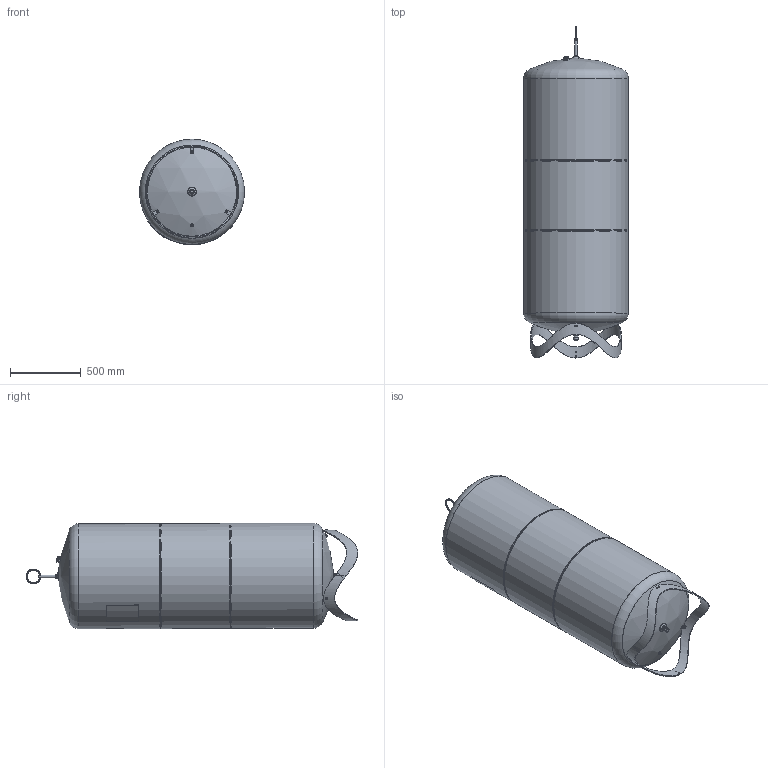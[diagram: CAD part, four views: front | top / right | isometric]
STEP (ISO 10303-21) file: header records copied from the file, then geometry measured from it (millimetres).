
FILE_DESCRIPTION((''),'2;1');
FILE_NAME('7101016_3D_1002_00_DE_FR_IT_EN_NL_UPD.stp','2015-01-08T10:06:54',('SCG'),(''),'Autodesk Inventor 2013','Autodesk Inventor 2013','');
FILE_SCHEMA(('AUTOMOTIVE_DESIGN { 1 0 10303 214 1 1 1 1 }'));
Length unit declared in the file: millimetre
Products named in the file (1): 119440
Bounding box: 740 x 2340.35 x 744.19 mm (x, y, z)
Volume: 48013226.2 mm3; surface area: 13346159.1 mm2
Topology: 6 solids, 12 shells, 469 faces, 1235 edges, 795 vertices
Faces by surface type: plane 204, cylinder 123, cone 57, torus 49, bspline 31, sphere 4, revolution 1
Full cylindrical faces by diameter (mm): 4 x20, 7.5 x2, 8 x7, 8.4 x1, 9 x2, 10 x3, 11.027 x1, 12.6 x1, 14 x1, 14.95 x1, 17.2 x1, 18 x1, 20 x2, 24.117 x1, 26.44 x1, 26.5 x1, 26.8 x4, 27 x2, 30 x1, 30.8 x4, 32 x1, 33 x2, 33.3 x1, 33.751 x1, 33.771 x1, 40 x1, 45 x1, 53.786 x1, 56.786 x1, 628 x1
Entity records: 17557 total; most frequent: CARTESIAN_POINT 6423, DIRECTION 2172, ORIENTED_EDGE 2062, EDGE_CURVE 1031, AXIS2_PLACEMENT_3D 918, VERTEX_POINT 747, EDGE_LOOP 734, CIRCLE 472
